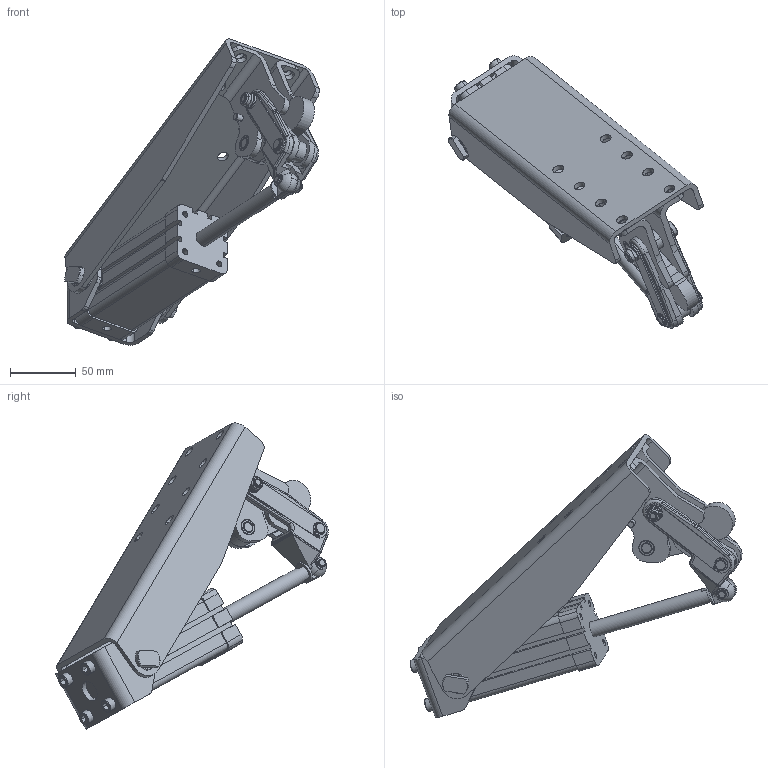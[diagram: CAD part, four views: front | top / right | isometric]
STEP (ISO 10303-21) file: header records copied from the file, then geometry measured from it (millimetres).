
FILE_DESCRIPTION((''),'2;1');
FILE_NAME('763.S.stp','2005-09-28T12:45:21',('CAD'),(''),'Autodesk Inventor 8','Autodesk Inventor 8','');
FILE_SCHEMA(('AUTOMOTIVE_DESIGN { 1 0 10303 214 1 1 1 1 }'));
Length unit declared in the file: millimetre
Products named in the file (1): Part8
Bounding box: 194.25 x 207.97 x 233.75 mm (x, y, z)
Volume: 532937.9 mm3; surface area: 166211.7 mm2
Topology: 1 solids, 24 shells, 2790 faces, 7842 edges, 5075 vertices
Faces by surface type: plane 1630, cylinder 724, bspline 230, cone 176, torus 20, sphere 10
Entity records: 92230 total; most frequent: CARTESIAN_POINT 23633, ORIENTED_EDGE 15632, DIRECTION 13820, EDGE_CURVE 7816, AXIS2_PLACEMENT_3D 5087, VERTEX_POINT 5075, VECTOR 3646, LINE 3646
